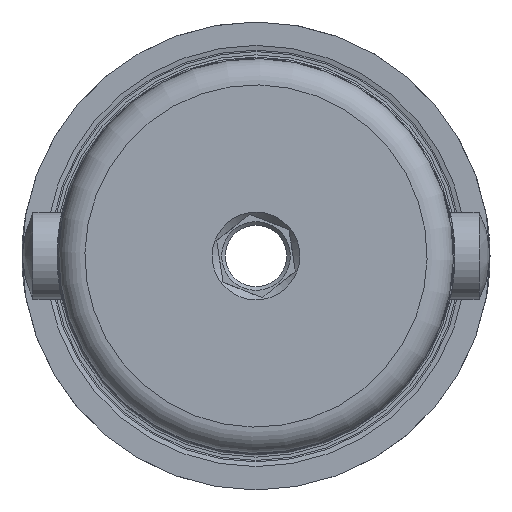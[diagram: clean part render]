
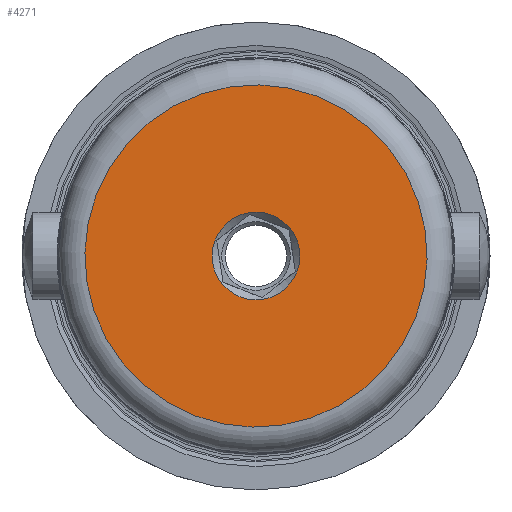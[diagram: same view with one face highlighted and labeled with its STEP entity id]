
A CAD part, left-side view. The second image highlights one B-rep face of the part: STEP entity #4271.
In plain terms, the highlighted planar face has unit normal (-1, 0, 0).
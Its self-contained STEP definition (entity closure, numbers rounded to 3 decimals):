
#208 = CIRCLE ( 'NONE', #330, 11.7 ) ;
#330 = AXIS2_PLACEMENT_3D ( 'NONE', #5129, #10421, #7809 ) ;
#366 = FACE_BOUND ( 'NONE', #5913, .T. ) ;
#1571 = FACE_OUTER_BOUND ( 'NONE', #4006, .T. ) ;
#1618 = AXIS2_PLACEMENT_3D ( 'NONE', #10093, #5609, #4836 ) ;
#2498 = EDGE_CURVE ( 'NONE', #8875, #8875, #4594, .T. ) ;
#3105 = ORIENTED_EDGE ( 'NONE', *, *, #2498, .F. ) ;
#4006 = EDGE_LOOP ( 'NONE', ( #6634 ) ) ;
#4271 = ADVANCED_FACE ( 'NONE', ( #366, #1571 ), #9132, .F. ) ;
#4594 = CIRCLE ( 'NONE', #10726, 3. ) ;
#4836 = DIRECTION ( 'NONE',  ( 0., 0., -1. ) ) ;
#5118 = EDGE_CURVE ( 'NONE', #7921, #7921, #208, .T. ) ;
#5129 = CARTESIAN_POINT ( 'NONE',  ( 0., 0., 0. ) ) ;
#5609 = DIRECTION ( 'NONE',  ( 1., 0., 0. ) ) ;
#5697 = CARTESIAN_POINT ( 'NONE',  ( 0., 0., 0. ) ) ;
#5913 = EDGE_LOOP ( 'NONE', ( #3105 ) ) ;
#6469 = CARTESIAN_POINT ( 'NONE',  ( 0., 0., 3. ) ) ;
#6634 = ORIENTED_EDGE ( 'NONE', *, *, #5118, .T. ) ;
#7494 = DIRECTION ( 'NONE',  ( 0., 0., 1. ) ) ;
#7809 = DIRECTION ( 'NONE',  ( 0., 0., 1. ) ) ;
#7921 = VERTEX_POINT ( 'NONE', #9113 ) ;
#8875 = VERTEX_POINT ( 'NONE', #6469 ) ;
#9113 = CARTESIAN_POINT ( 'NONE',  ( 0., 0., 11.7 ) ) ;
#9132 = PLANE ( 'NONE',  #1618 ) ;
#10093 = CARTESIAN_POINT ( 'NONE',  ( 0., 3., 0. ) ) ;
#10421 = DIRECTION ( 'NONE',  ( -1., 0., 0. ) ) ;
#10726 = AXIS2_PLACEMENT_3D ( 'NONE', #5697, #11044, #7494 ) ;
#11044 = DIRECTION ( 'NONE',  ( -1., 0., 0. ) ) ;
